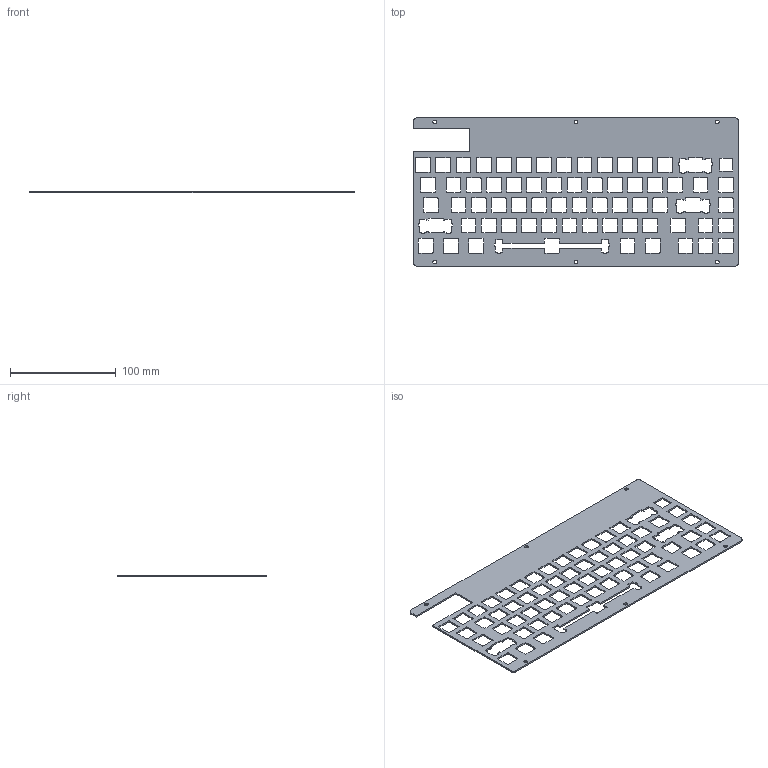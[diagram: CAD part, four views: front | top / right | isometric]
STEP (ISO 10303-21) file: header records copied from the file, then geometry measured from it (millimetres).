
FILE_DESCRIPTION(/* description */ (''),/* implementation_level */ '2;1');
FILE_NAME(/* name */ 'MIDDLE.step',/* time_stamp */ '2025-07-31T06:06:13+05:30',/* author */ (''),/* organization */ (''),/* preprocessor_version */ 'ST-DEVELOPER v20.1',/* originating_system */ 'Autodesk Translation Framework v14.10.0.0',/* authorisation */ '');
FILE_SCHEMA (('AUTOMOTIVE_DESIGN { 1 0 10303 214 3 1 1 }'));
Length unit declared in the file: millimetre
Products named in the file (1): 2025-07-30-21-40-13-921
Bounding box: 307 x 140 x 1.5 mm (x, y, z)
Volume: 41267.1 mm3; surface area: 62666.8 mm2
Topology: 1 solids, 1 shells, 764 faces, 2286 edges, 1524 vertices
Faces by surface type: plane 406, cylinder 358
Full cylindrical faces by diameter (mm): 3.4 x6
Entity records: 26218 total; most frequent: CARTESIAN_POINT 4575, ORIENTED_EDGE 4572, DIRECTION 4532, EDGE_CURVE 2286, LINE 1570, VECTOR 1570, VERTEX_POINT 1524, AXIS2_PLACEMENT_3D 1481
